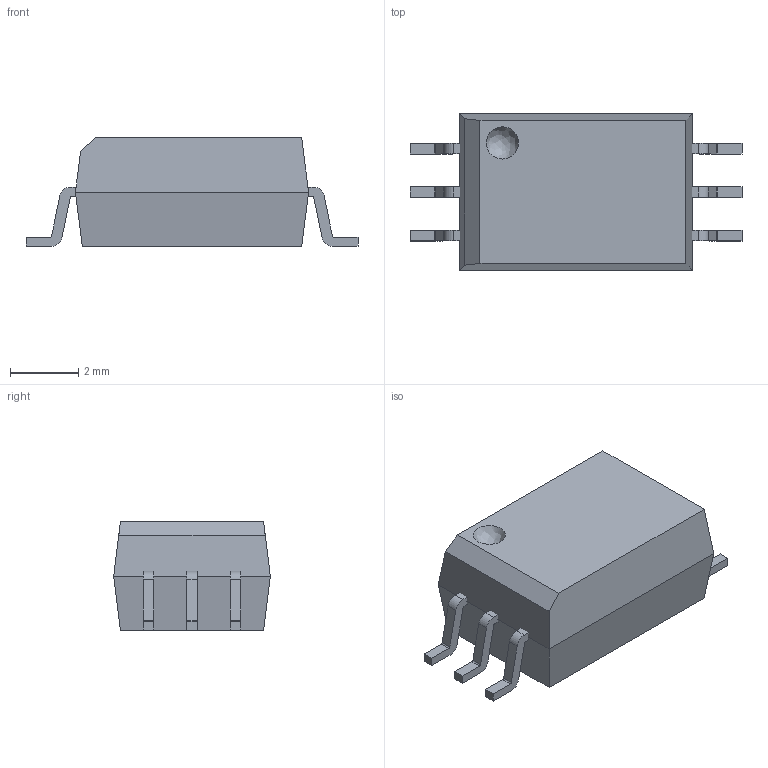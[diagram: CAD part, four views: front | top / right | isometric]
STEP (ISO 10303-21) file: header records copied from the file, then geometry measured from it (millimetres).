
FILE_DESCRIPTION (( 'STEP AP214' ), '1' );
FILE_NAME ('User Library-SO-6_Stretched.STEP', '2022-02-08T08:00:02', ( '' ), ( '' ), 'SwSTEP 2.0', 'SolidWorks 2021', '' );
FILE_SCHEMA (( 'AUTOMOTIVE_DESIGN' ));
Length unit declared in the file: millimetre
Products named in the file (3): User Library-SO-6_Stretched; SO-6_Stretched006; Fusion
Assembly tree (2 placements, depth 2):
  User Library-SO-6_Stretched
    SO-6_Stretched006
    Fusion
Bounding box: 9.7 x 4.58 x 3.17 mm (x, y, z)
Volume: 92.8 mm3; surface area: 143.8 mm2
Topology: 7 solids, 7 shells, 96 faces, 241 edges, 160 vertices
Faces by surface type: plane 71, cylinder 24, bspline 1
Entity records: 4093 total; most frequent: CARTESIAN_POINT 535, DIRECTION 487, ORIENTED_EDGE 482, EDGE_CURVE 241, VECTOR 191, LINE 191, VERTEX_POINT 160, AXIS2_PLACEMENT_3D 148
